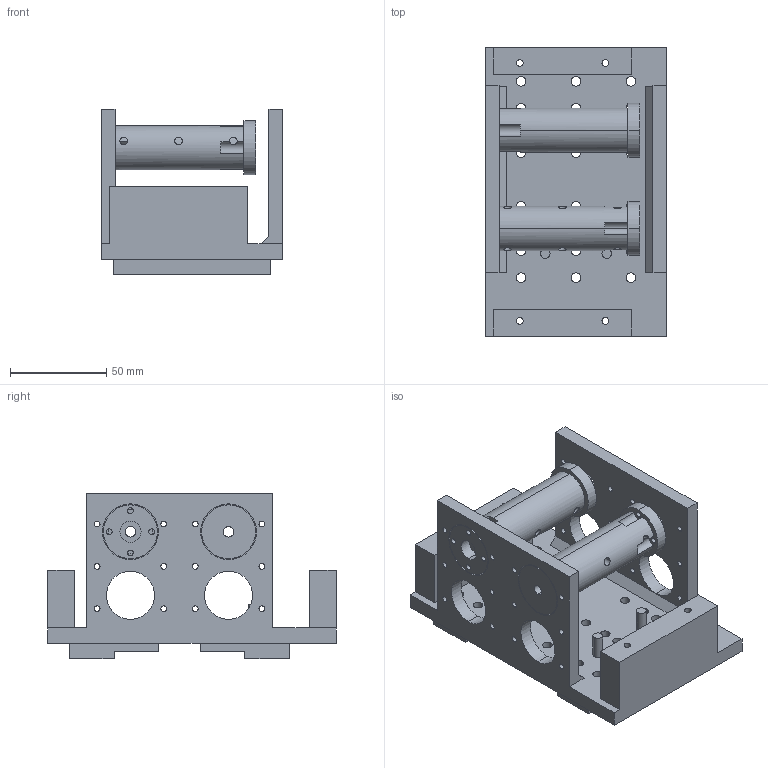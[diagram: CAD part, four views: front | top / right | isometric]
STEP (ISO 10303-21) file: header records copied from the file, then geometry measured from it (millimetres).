
FILE_DESCRIPTION (( 'STEP AP203' ), '1' );
FILE_NAME ('BASE_2_Default_sldprt.STEP', '2018-06-26T05:25:35', ( '' ), ( '' ), 'SwSTEP 2.0', 'SolidWorks 2017', '' );
FILE_SCHEMA (( 'CONFIG_CONTROL_DESIGN' ));
Length unit declared in the file: inch
Products named in the file (1): BASE_2_Default_sldprt
Bounding box: 94 x 150 x 86 mm (x, y, z)
Volume: 336900.7 mm3; surface area: 102963.7 mm2
Topology: 3 solids, 3 shells, 350 faces, 1022 edges, 680 vertices
Faces by surface type: cylinder 238, plane 112
Entity records: 13187 total; most frequent: CARTESIAN_POINT 3287, DIRECTION 2064, ORIENTED_EDGE 2044, EDGE_CURVE 1022, AXIS2_PLACEMENT_3D 779, VERTEX_POINT 680, EDGE_LOOP 516, LINE 506
